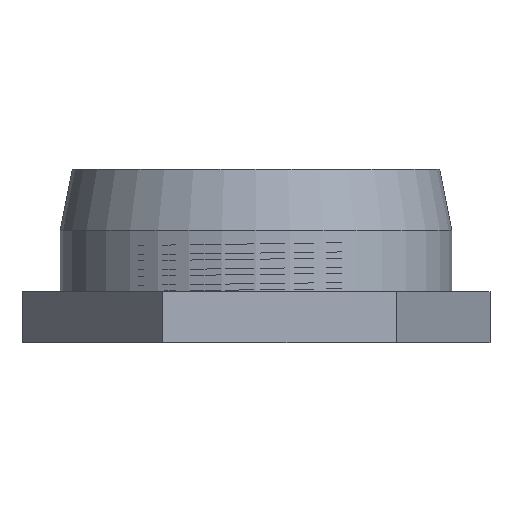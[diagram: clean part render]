
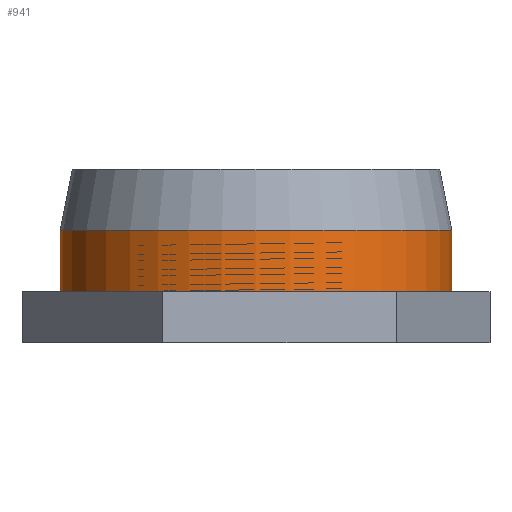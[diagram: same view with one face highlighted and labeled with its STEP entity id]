
A CAD part, left-side view. The second image highlights one B-rep face of the part: STEP entity #941.
In plain terms, the highlighted cylindrical face has radius 19.2 mm (diameter 38.4 mm), a full revolution.
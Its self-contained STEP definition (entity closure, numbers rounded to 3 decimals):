
#388 = EDGE_CURVE('',#389,#389,#391,.T.);
#389 = VERTEX_POINT('',#390);
#390 = CARTESIAN_POINT('',(19.2,0.,5.));
#391 = CIRCLE('',#392,19.2);
#392 = AXIS2_PLACEMENT_3D('',#393,#394,#395);
#393 = CARTESIAN_POINT('',(0.,0.,5.));
#394 = DIRECTION('',(0.,0.,1.));
#395 = DIRECTION('',(1.,0.,0.));
#941 = ADVANCED_FACE('',(#942),#961,.T.);
#942 = FACE_BOUND('',#943,.F.);
#943 = EDGE_LOOP('',(#944,#952,#959,#960));
#944 = ORIENTED_EDGE('',*,*,#945,.T.);
#945 = EDGE_CURVE('',#389,#946,#948,.T.);
#946 = VERTEX_POINT('',#947);
#947 = CARTESIAN_POINT('',(19.2,0.,11.));
#948 = LINE('',#949,#950);
#949 = CARTESIAN_POINT('',(19.2,0.,5.));
#950 = VECTOR('',#951,1.);
#951 = DIRECTION('',(0.,0.,1.));
#952 = ORIENTED_EDGE('',*,*,#953,.T.);
#953 = EDGE_CURVE('',#946,#946,#954,.T.);
#954 = CIRCLE('',#955,19.2);
#955 = AXIS2_PLACEMENT_3D('',#956,#957,#958);
#956 = CARTESIAN_POINT('',(0.,0.,11.));
#957 = DIRECTION('',(0.,0.,1.));
#958 = DIRECTION('',(1.,0.,0.));
#959 = ORIENTED_EDGE('',*,*,#945,.F.);
#960 = ORIENTED_EDGE('',*,*,#388,.F.);
#961 = CYLINDRICAL_SURFACE('',#962,19.2);
#962 = AXIS2_PLACEMENT_3D('',#963,#964,#965);
#963 = CARTESIAN_POINT('',(0.,0.,5.));
#964 = DIRECTION('',(0.,0.,-1.));
#965 = DIRECTION('',(1.,0.,0.));
